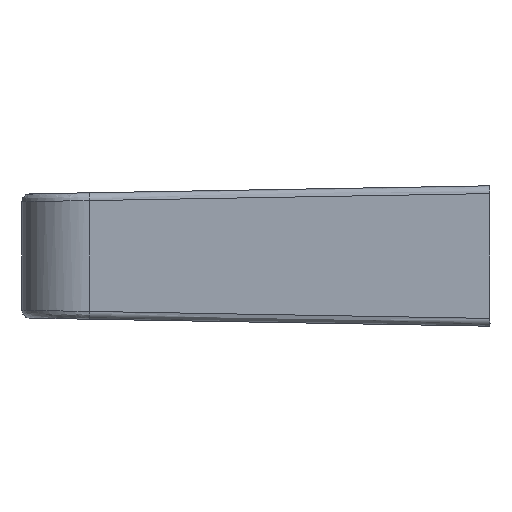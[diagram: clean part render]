
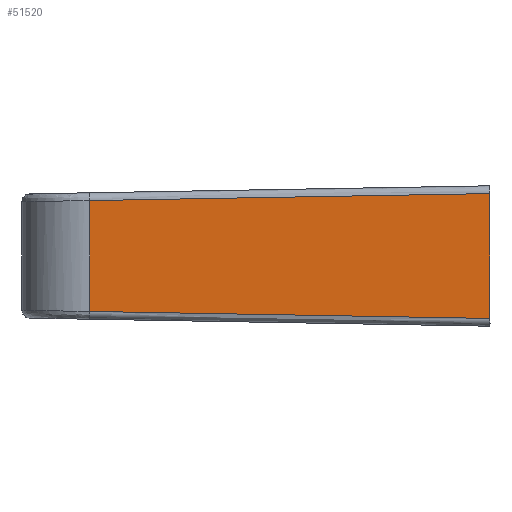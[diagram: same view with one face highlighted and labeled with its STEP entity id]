
A CAD part, left-side view. The second image highlights one B-rep face of the part: STEP entity #51520.
In plain terms, the highlighted planar face has unit normal (-0.999, 0.035, 0).
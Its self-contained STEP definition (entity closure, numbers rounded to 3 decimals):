
#4050=CARTESIAN_POINT('',(-70.,0.,4.));
#4060=VERTEX_POINT('',#4050);
#4090=CARTESIAN_POINT('',(-69.999,0.017,
4.));
#4100=DIRECTION('',(-0.035,-0.999,
0.017));
#4110=VECTOR('',#4100,1.);
#4120=LINE('',#4090,#4110);
#4130=CARTESIAN_POINT('',(-69.104,25.657,
3.552));
#4140=VERTEX_POINT('',#4130);
#4150=EDGE_CURVE('',#4140,#4060,#4120,.T.);
#45420=CARTESIAN_POINT('',(-69.104,25.657,
-3.552));
#45430=VERTEX_POINT('',#45420);
#45460=CARTESIAN_POINT('',(-69.999,0.017,
-4.));
#45470=DIRECTION('',(-0.035,-0.999,
-0.017));
#45480=VECTOR('',#45470,1.);
#45490=LINE('',#45460,#45480);
#45500=CARTESIAN_POINT('',(-70.,0.,-4.));
#45510=VERTEX_POINT('',#45500);
#45520=EDGE_CURVE('',#45430,#45510,#45490,.T.);
#51310=CARTESIAN_POINT('',(-70.,0.,0.));
#51320=DIRECTION('',(-0.999,0.035,0.));
#51330=DIRECTION('',(0.035,0.999,0.));
#51340=AXIS2_PLACEMENT_3D('',#51310,#51320,#51330);
#51350=PLANE('',#51340);
#51360=ORIENTED_EDGE('',*,*,#4150,.F.);
#51370=CARTESIAN_POINT('',(-70.,0.,0.));
#51380=DIRECTION('',(0.,0.,1.));
#51390=VECTOR('',#51380,1.);
#51400=LINE('',#51370,#51390);
#51410=EDGE_CURVE('',#45510,#4060,#51400,.T.);
#51420=ORIENTED_EDGE('',*,*,#51410,.T.);
#51430=ORIENTED_EDGE('',*,*,#45520,.T.);
#51440=CARTESIAN_POINT('',(-69.104,25.657,0.));
#51450=DIRECTION('',(0.,0.,1.));
#51460=VECTOR('',#51450,1.);
#51470=LINE('',#51440,#51460);
#51480=EDGE_CURVE('',#45430,#4140,#51470,.T.);
#51490=ORIENTED_EDGE('',*,*,#51480,.F.);
#51500=EDGE_LOOP('',(#51490,#51430,#51420,#51360));
#51510=FACE_OUTER_BOUND('',#51500,.T.);
#51520=ADVANCED_FACE('',(#51510),#51350,.T.);
